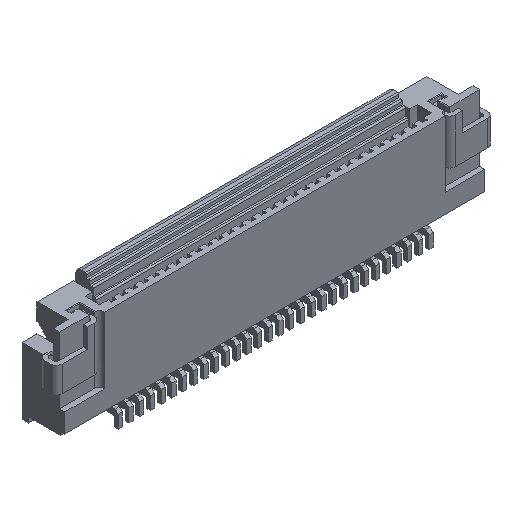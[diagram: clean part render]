
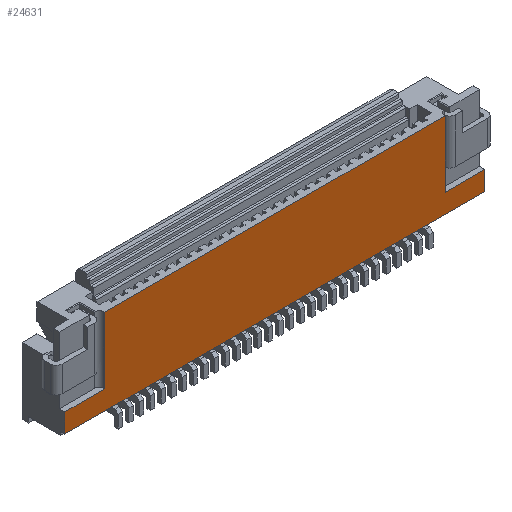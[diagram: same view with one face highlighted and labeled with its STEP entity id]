
A CAD part, isometric view. The second image highlights one B-rep face of the part: STEP entity #24631.
In plain terms, the highlighted planar face has unit normal (0, -1, 0).
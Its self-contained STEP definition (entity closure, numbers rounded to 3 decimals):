
#585=DIRECTION('',(1.,0.,0.));
#586=VECTOR('',#585,15.9);
#587=CARTESIAN_POINT('',(-7.95,0.,0.));
#588=LINE('',#587,#586);
#1974=DIRECTION('',(0.,0.,-1.));
#1975=VECTOR('',#1974,0.9);
#1976=CARTESIAN_POINT('',(9.8,0.,-3.1));
#1977=LINE('',#1976,#1975);
#2899=DIRECTION('',(1.,0.,0.));
#2900=VECTOR('',#2899,19.6);
#2901=CARTESIAN_POINT('',(-9.8,0.,-4.));
#2902=LINE('',#2901,#2900);
#2903=DIRECTION('',(0.,0.,-1.));
#2904=VECTOR('',#2903,0.9);
#2905=CARTESIAN_POINT('',(-9.8,0.,-3.1));
#2906=LINE('',#2905,#2904);
#2907=DIRECTION('',(1.,0.,0.));
#2908=VECTOR('',#2907,1.85);
#2909=CARTESIAN_POINT('',(-9.8,0.,-3.1));
#2910=LINE('',#2909,#2908);
#2911=DIRECTION('',(0.,0.,-1.));
#2912=VECTOR('',#2911,3.1);
#2913=CARTESIAN_POINT('',(-7.95,0.,0.));
#2914=LINE('',#2913,#2912);
#2915=DIRECTION('',(0.,0.,-1.));
#2916=VECTOR('',#2915,3.1);
#2917=CARTESIAN_POINT('',(7.95,0.,0.));
#2918=LINE('',#2917,#2916);
#2919=DIRECTION('',(1.,0.,0.));
#2920=VECTOR('',#2919,1.85);
#2921=CARTESIAN_POINT('',(7.95,0.,-3.1));
#2922=LINE('',#2921,#2920);
#16214=CARTESIAN_POINT('',(-9.8,0.,-3.1));
#16215=CARTESIAN_POINT('',(-7.95,0.,-3.1));
#16216=VERTEX_POINT('',#16214);
#16217=VERTEX_POINT('',#16215);
#16218=CARTESIAN_POINT('',(7.95,0.,-3.1));
#16219=CARTESIAN_POINT('',(9.8,0.,-3.1));
#16220=VERTEX_POINT('',#16218);
#16221=VERTEX_POINT('',#16219);
#16222=CARTESIAN_POINT('',(-7.95,0.,0.));
#16223=VERTEX_POINT('',#16222);
#16224=CARTESIAN_POINT('',(7.95,0.,0.));
#16225=VERTEX_POINT('',#16224);
#16330=CARTESIAN_POINT('',(-9.8,0.,-4.));
#16331=CARTESIAN_POINT('',(9.8,0.,-4.));
#16332=VERTEX_POINT('',#16330);
#16333=VERTEX_POINT('',#16331);
#24611=CARTESIAN_POINT('',(-9.8,0.,0.));
#24612=DIRECTION('',(0.,-1.,0.));
#24613=DIRECTION('',(1.,0.,0.));
#24614=AXIS2_PLACEMENT_3D('',#24611,#24612,#24613);
#24615=PLANE('',#24614);
#24617=ORIENTED_EDGE('',*,*,#24616,.F.);
#24619=ORIENTED_EDGE('',*,*,#24618,.F.);
#24621=ORIENTED_EDGE('',*,*,#24620,.T.);
#24622=ORIENTED_EDGE('',*,*,#24604,.F.);
#24623=ORIENTED_EDGE('',*,*,#21715,.T.);
#24625=ORIENTED_EDGE('',*,*,#24624,.T.);
#24627=ORIENTED_EDGE('',*,*,#24626,.T.);
#24628=ORIENTED_EDGE('',*,*,#23425,.T.);
#24629=EDGE_LOOP('',(#24617,#24619,#24621,#24622,#24623,#24625,#24627,#24628));
#24630=FACE_OUTER_BOUND('',#24629,.F.);
#24631=ADVANCED_FACE('',(#24630),#24615,.T.);
#21715=EDGE_CURVE('',#16223,#16225,#588,.T.);
#23425=EDGE_CURVE('',#16221,#16333,#1977,.T.);
#24604=EDGE_CURVE('',#16223,#16217,#2914,.T.);
#24616=EDGE_CURVE('',#16332,#16333,#2902,.T.);
#24618=EDGE_CURVE('',#16216,#16332,#2906,.T.);
#24620=EDGE_CURVE('',#16216,#16217,#2910,.T.);
#24624=EDGE_CURVE('',#16225,#16220,#2918,.T.);
#24626=EDGE_CURVE('',#16220,#16221,#2922,.T.);
